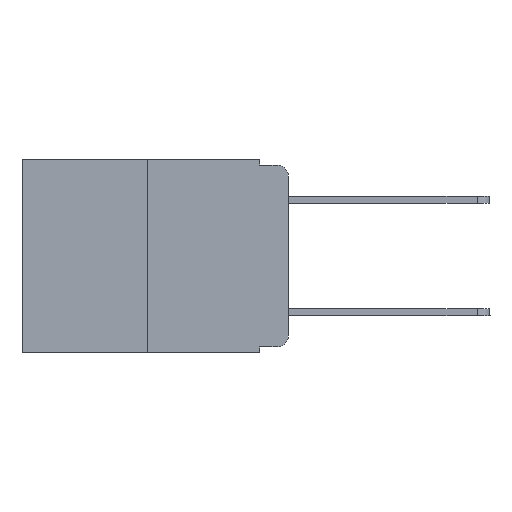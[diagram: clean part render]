
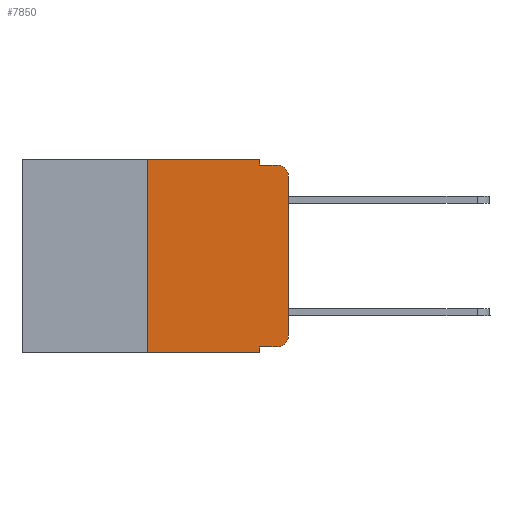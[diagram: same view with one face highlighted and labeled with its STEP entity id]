
A CAD part, left-side view. The second image highlights one B-rep face of the part: STEP entity #7850.
In plain terms, the highlighted planar face has unit normal (-1, 0, 0).
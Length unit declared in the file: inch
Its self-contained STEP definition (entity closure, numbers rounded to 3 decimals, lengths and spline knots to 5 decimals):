
#3 = DIRECTION ( 'NONE',  ( 0., 0., -1. ) ) ;
#26 = ORIENTED_EDGE ( 'NONE', *, *, #2885, .F. ) ;
#266 = EDGE_CURVE ( 'NONE', #14170, #9428, #13093, .T. ) ;
#339 = EDGE_CURVE ( 'NONE', #11099, #13913, #11872, .T. ) ;
#400 = CARTESIAN_POINT ( 'NONE',  ( 0., 0.25, 0. ) ) ;
#480 = CIRCLE ( 'NONE', #16007, 0.02 ) ;
#617 = VERTEX_POINT ( 'NONE', #12328 ) ;
#680 = AXIS2_PLACEMENT_3D ( 'NONE', #11959, #14186, #7995 ) ;
#798 = VECTOR ( 'NONE', #1172, 39.37008 ) ;
#823 = DIRECTION ( 'NONE',  ( 0., -1., 0. ) ) ;
#1147 = ORIENTED_EDGE ( 'NONE', *, *, #5187, .F. ) ;
#1158 = ORIENTED_EDGE ( 'NONE', *, *, #10597, .T. ) ;
#1172 = DIRECTION ( 'NONE',  ( 0., 0., -1. ) ) ;
#1903 = CARTESIAN_POINT ( 'NONE',  ( 0., 0.051, -0.333 ) ) ;
#1931 = VERTEX_POINT ( 'NONE', #5811 ) ;
#1970 = EDGE_CURVE ( 'NONE', #9428, #1931, #13482, .T. ) ;
#1996 = ORIENTED_EDGE ( 'NONE', *, *, #339, .T. ) ;
#2040 = VECTOR ( 'NONE', #4711, 39.37008 ) ;
#2195 = LINE ( 'NONE', #4656, #14907 ) ;
#2333 = ORIENTED_EDGE ( 'NONE', *, *, #13655, .T. ) ;
#2433 = EDGE_CURVE ( 'NONE', #15485, #617, #2195, .T. ) ;
#2847 = VERTEX_POINT ( 'NONE', #5930 ) ;
#2885 = EDGE_CURVE ( 'NONE', #1931, #2847, #10962, .T. ) ;
#3209 = CARTESIAN_POINT ( 'NONE',  ( 0., 0.25, -0.343 ) ) ;
#3368 = VECTOR ( 'NONE', #823, 39.37008 ) ;
#3483 = DIRECTION ( 'NONE',  ( 0., 0., -1. ) ) ;
#3595 = DIRECTION ( 'NONE',  ( 0., 0., -1. ) ) ;
#3863 = DIRECTION ( 'NONE',  ( 0., 0., 1. ) ) ;
#4286 = PLANE ( 'NONE',  #680 ) ;
#4443 = CARTESIAN_POINT ( 'NONE',  ( 0., 0.051, -0.343 ) ) ;
#4467 = VECTOR ( 'NONE', #3595, 39.37008 ) ;
#4521 = DIRECTION ( 'NONE',  ( 0., -1., 0. ) ) ;
#4587 = VERTEX_POINT ( 'NONE', #3209 ) ;
#4615 = ORIENTED_EDGE ( 'NONE', *, *, #6428, .F. ) ;
#4656 = CARTESIAN_POINT ( 'NONE',  ( 0., 0., 0. ) ) ;
#4711 = DIRECTION ( 'NONE',  ( 0., -1., 0. ) ) ;
#5187 = EDGE_CURVE ( 'NONE', #4587, #14170, #11685, .T. ) ;
#5811 = CARTESIAN_POINT ( 'NONE',  ( 0., 0.051, -0.01 ) ) ;
#5842 = CARTESIAN_POINT ( 'NONE',  ( 0., 0.051, -0.01 ) ) ;
#5930 = CARTESIAN_POINT ( 'NONE',  ( 0., 0.02, -0.01 ) ) ;
#6076 = EDGE_LOOP ( 'NONE', ( #15133, #2333, #26, #16297, #6155, #1147, #1158, #4615, #1996, #12967 ) ) ;
#6120 = CARTESIAN_POINT ( 'NONE',  ( 0., 0.473, -0.343 ) ) ;
#6130 = CARTESIAN_POINT ( 'NONE',  ( 0., 0.051, 0. ) ) ;
#6155 = ORIENTED_EDGE ( 'NONE', *, *, #266, .F. ) ;
#6416 = CARTESIAN_POINT ( 'NONE',  ( 0., 0.051, 0. ) ) ;
#6428 = EDGE_CURVE ( 'NONE', #11099, #13092, #8906, .T. ) ;
#7506 = AXIS2_PLACEMENT_3D ( 'NONE', #13925, #13753, #3 ) ;
#7850 = ADVANCED_FACE ( 'NONE', ( #14425 ), #4286, .F. ) ;
#7995 = DIRECTION ( 'NONE',  ( 0., 0., -1. ) ) ;
#8087 = EDGE_CURVE ( 'NONE', #13913, #15485, #12521, .T. ) ;
#8137 = VECTOR ( 'NONE', #3863, 39.37008 ) ;
#8340 = CARTESIAN_POINT ( 'NONE',  ( 0., 0.25, 0. ) ) ;
#8341 = CARTESIAN_POINT ( 'NONE',  ( 0., 0., -0.313 ) ) ;
#8685 = CARTESIAN_POINT ( 'NONE',  ( 0., 0.02, -0.03 ) ) ;
#8906 = LINE ( 'NONE', #6416, #798 ) ;
#9428 = VERTEX_POINT ( 'NONE', #14285 ) ;
#10597 = EDGE_CURVE ( 'NONE', #4587, #13092, #11499, .T. ) ;
#10962 = LINE ( 'NONE', #5842, #2040 ) ;
#11099 = VERTEX_POINT ( 'NONE', #14029 ) ;
#11156 = DIRECTION ( 'NONE',  ( 0., -1., 0. ) ) ;
#11228 = CARTESIAN_POINT ( 'NONE',  ( 0., 0.02, -0.333 ) ) ;
#11499 = LINE ( 'NONE', #6120, #13322 ) ;
#11685 = LINE ( 'NONE', #400, #8137 ) ;
#11872 = LINE ( 'NONE', #1903, #13346 ) ;
#11959 = CARTESIAN_POINT ( 'NONE',  ( 0., 0.473, 0. ) ) ;
#12328 = CARTESIAN_POINT ( 'NONE',  ( 0., 0., -0.03 ) ) ;
#12397 = DIRECTION ( 'NONE',  ( -1., 0., 0. ) ) ;
#12474 = DIRECTION ( 'NONE',  ( 0., 0., 1. ) ) ;
#12521 = CIRCLE ( 'NONE', #7506, 0.02 ) ;
#12967 = ORIENTED_EDGE ( 'NONE', *, *, #8087, .T. ) ;
#13092 = VERTEX_POINT ( 'NONE', #4443 ) ;
#13093 = LINE ( 'NONE', #14250, #3368 ) ;
#13322 = VECTOR ( 'NONE', #11156, 39.37008 ) ;
#13346 = VECTOR ( 'NONE', #4521, 39.37008 ) ;
#13482 = LINE ( 'NONE', #6130, #4467 ) ;
#13655 = EDGE_CURVE ( 'NONE', #617, #2847, #480, .T. ) ;
#13753 = DIRECTION ( 'NONE',  ( -1., 0., 0. ) ) ;
#13913 = VERTEX_POINT ( 'NONE', #11228 ) ;
#13925 = CARTESIAN_POINT ( 'NONE',  ( 0., 0.02, -0.313 ) ) ;
#14029 = CARTESIAN_POINT ( 'NONE',  ( 0., 0.051, -0.333 ) ) ;
#14170 = VERTEX_POINT ( 'NONE', #8340 ) ;
#14186 = DIRECTION ( 'NONE',  ( 1., 0., 0. ) ) ;
#14250 = CARTESIAN_POINT ( 'NONE',  ( 0., 0.473, 0. ) ) ;
#14285 = CARTESIAN_POINT ( 'NONE',  ( 0., 0.051, 0. ) ) ;
#14425 = FACE_OUTER_BOUND ( 'NONE', #6076, .T. ) ;
#14907 = VECTOR ( 'NONE', #12474, 39.37008 ) ;
#15133 = ORIENTED_EDGE ( 'NONE', *, *, #2433, .T. ) ;
#15485 = VERTEX_POINT ( 'NONE', #8341 ) ;
#16007 = AXIS2_PLACEMENT_3D ( 'NONE', #8685, #12397, #3483 ) ;
#16297 = ORIENTED_EDGE ( 'NONE', *, *, #1970, .F. ) ;
